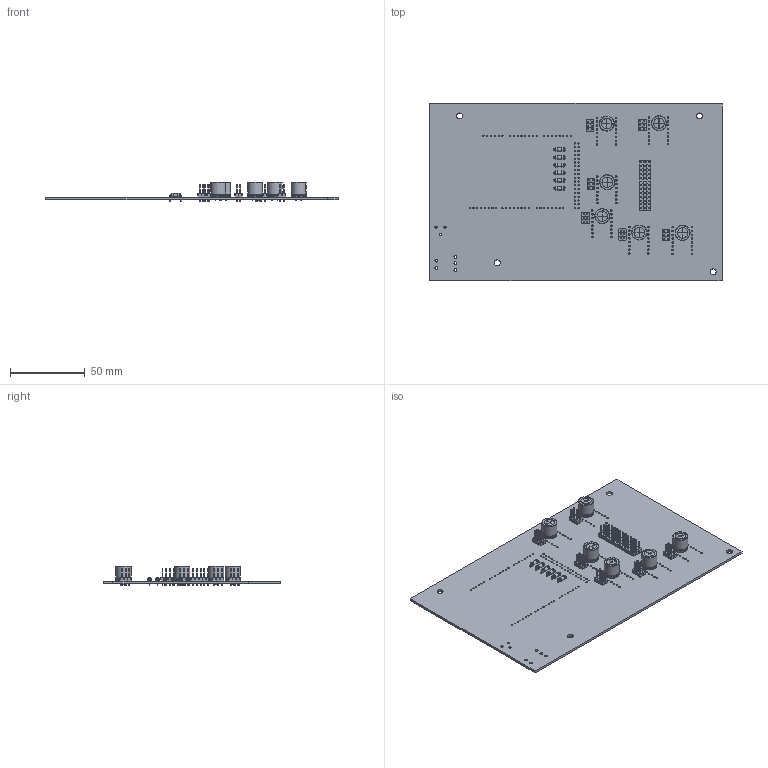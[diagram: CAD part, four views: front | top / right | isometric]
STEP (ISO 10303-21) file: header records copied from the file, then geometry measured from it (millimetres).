
FILE_DESCRIPTION(('KiCad electronic assembly'),'2;1');
FILE_NAME('robko_PCB_arduino_shield.step','2019-08-26T00:24:36',( 'An Author'),('A Company'),'Open CASCADE STEP processor 6.9', 'KiCad to STEP converter','Unknown');
FILE_SCHEMA(('AUTOMOTIVE_DESIGN { 1 0 10303 214 1 1 1 1 }'));
Length unit declared in the file: millimetre
Products named in the file (10): Open CASCADE STEP translator 6.9 1; PinHeader_1x13_P2.54mm_Vertical; SOLID; CP_Radial_D10.0mm_P3.50mm; PinHeader_1x02_P2.54mm_Vertical; R_Axial_DIN0207_L6.3mm_D2.5mm_P7.62mm_Horizontal; COMPOUND
Assembly tree (38 placements, depth 3):
  Open CASCADE STEP translator 6.9 1
    PinHeader_1x13_P2.54mm_Vertical  x3
      SOLID
    CP_Radial_D10.0mm_P3.50mm  x6
      SOLID
    PinHeader_1x02_P2.54mm_Vertical  x18
      SOLID
    R_Axial_DIN0207_L6.3mm_D2.5mm_P7.62mm_Horizontal  x6
      SOLID
    COMPOUND
Bounding box: 195.07 x 118.11 x 13 mm (x, y, z)
Volume: 42710.1 mm3; surface area: 55701.8 mm2
Topology: 34 solids, 40 shells, 2562 faces, 6222 edges, 3932 vertices
Faces by surface type: plane 2069, cylinder 403, torus 36, bspline 30, revolution 24
Full cylindrical faces by diameter (mm): 0.5 x12, 0.6 x12, 0.8 x51, 0.813 x82, 1 x144, 1.6 x3, 2 x5, 2.25 x6, 2.5 x12, 4 x4
Entity records: 56293 total; most frequent: CARTESIAN_POINT 13958, DIRECTION 7264, LINE 4426, VECTOR 4426, ORIENTED_EDGE 3836, PCURVE 3836, DEFINITIONAL_REPRESENTATION 3836, EDGE_CURVE 1918
